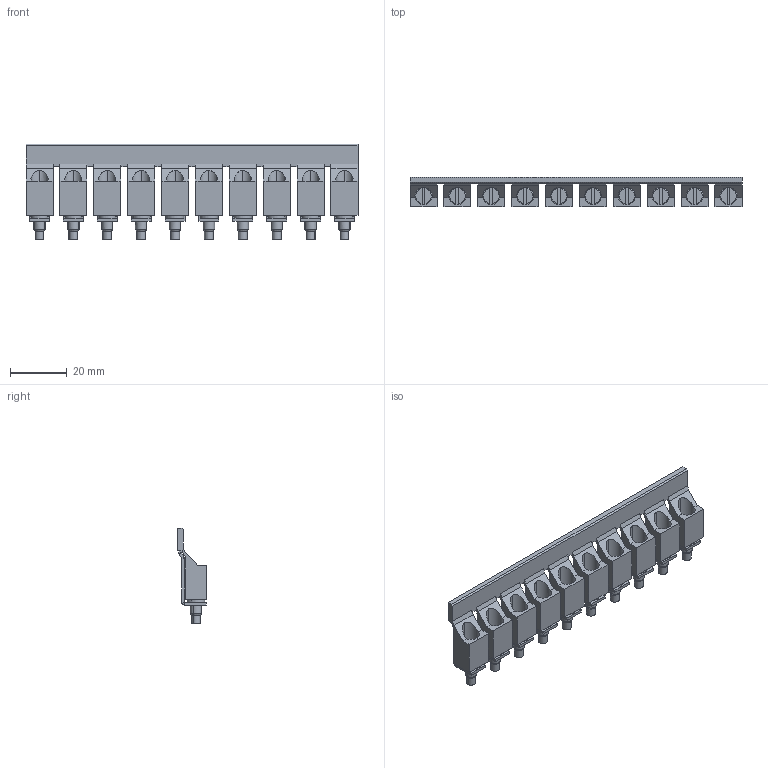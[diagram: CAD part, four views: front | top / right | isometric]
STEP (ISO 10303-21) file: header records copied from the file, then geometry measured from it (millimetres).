
FILE_DESCRIPTION(('CATIA V5R20 STEP214'),'2;1');
FILE_NAME ('398891_1', '2014-06-26T08:47:17+00:00', ('Weidmueller Interface'), ('Weidmueller'), 'CATIA Version 5 Release 20 SP 5 (IN-10)', 'CATIA V5 STEP AP214', 'none');
FILE_SCHEMA(('AUTOMOTIVE_DESIGN { 1 0 10303 214 1 1 1 1 }'));
Length unit declared in the file: millimetre
Products named in the file (1): 1053360000_WQV 16/10
Bounding box: 116.6 x 10.43 x 33.6 mm (x, y, z)
Volume: 11843.6 mm3; surface area: 16693.3 mm2
Topology: 11 solids, 11 shells, 615 faces, 1499 edges, 916 vertices
Faces by surface type: plane 405, cylinder 130, cone 40, torus 40
Entity records: 16778 total; most frequent: CARTESIAN_POINT 3893, ORIENTED_EDGE 2998, DIRECTION 1973, EDGE_CURVE 1499, VECTOR 1019, LINE 1019, VERTEX_POINT 916, AXIS2_PLACEMENT_3D 658
